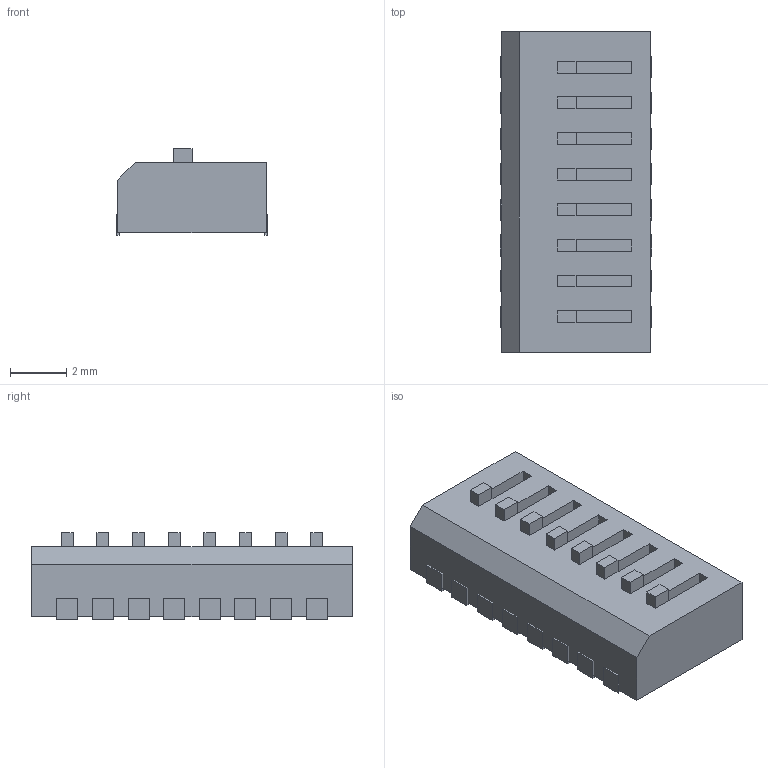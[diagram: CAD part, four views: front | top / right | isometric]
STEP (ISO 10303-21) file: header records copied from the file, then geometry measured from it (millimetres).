
FILE_DESCRIPTION(/* description */ ('model of SW_DIP_x8_W5.08mm_Slide_Copal_CHS-A'),/* implementation_level */ '2;1');
FILE_NAME(/* name */ 'SW_DIP_x8_W5.08mm_Slide_Copal_CHS-A.step',/* time_stamp */ '2017-10-30T19:23:13',/* author */ ('kicad StepUp','ksu'),/* organization */ ('FreeCAD'),/* preprocessor_version */ 'OCC',/* originating_system */ 'kicad StepUp',/* authorisation */ '');
FILE_SCHEMA(('AUTOMOTIVE_DESIGN { 1 0 10303 214 1 1 1 1 }'));
Length unit declared in the file: millimetre
Products named in the file (5): ASSEMBLY; SW_DIP_x8_W508mm_Slide_Copal_CHS_A001; Shape0_580473151494; Shape0_47044754528; SW_DIP_x8_W508mm_Slide_Copal_CHS_A
Assembly tree (4 placements, depth 2):
  ASSEMBLY
    SW_DIP_x8_W508mm_Slide_Copal_CHS_A001
    Shape0_580473151494
    Shape0_47044754528
    SW_DIP_x8_W508mm_Slide_Copal_CHS_A
Bounding box: 5.4 x 11.43 x 3.1 mm (x, y, z)
Surface area: 510.8 mm2
Topology: 26 solids, 26 shells, 270 faces, 590 edges, 388 vertices
Faces by surface type: plane 270
Entity records: 8023 total; most frequent: CARTESIAN_POINT 1253, ORIENTED_EDGE 1180, DIRECTION 1140, EDGE_CURVE 590, LINE 590, VECTOR 590, VERTEX_POINT 388, FACE_BOUND 286
